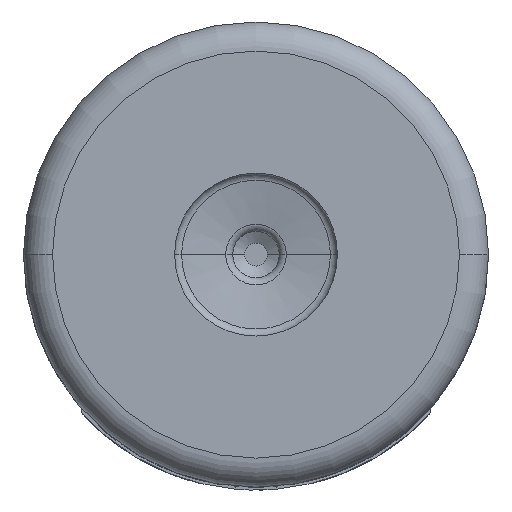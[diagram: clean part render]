
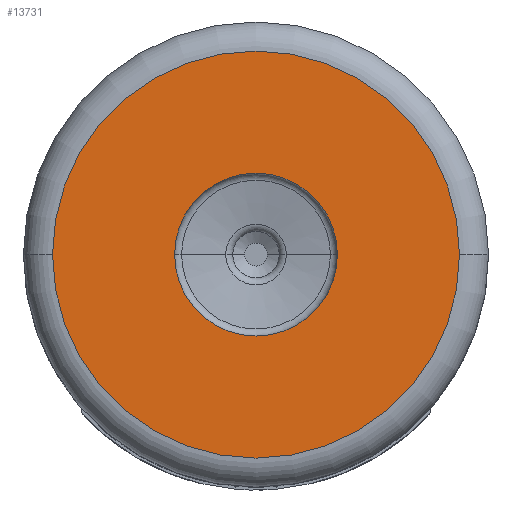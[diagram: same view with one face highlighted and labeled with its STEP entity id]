
A CAD part, front view. The second image highlights one B-rep face of the part: STEP entity #13731.
In plain terms, the highlighted planar face has unit normal (0, -1, 0).
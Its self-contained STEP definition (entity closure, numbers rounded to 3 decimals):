
#1781=CARTESIAN_POINT('',(0.,-4.,0.));
#1782=DIRECTION('',(0.,-1.,0.));
#1783=DIRECTION('',(1.,0.,0.));
#1784=AXIS2_PLACEMENT_3D('',#1781,#1782,#1783);
#1796=CARTESIAN_POINT('',(0.,-4.,0.));
#1797=DIRECTION('',(0.,-1.,0.));
#1798=DIRECTION('',(-1.,0.,0.));
#1799=AXIS2_PLACEMENT_3D('',#1796,#1797,#1798);
#1801=CARTESIAN_POINT('',(0.,-4.,0.));
#1802=DIRECTION('',(0.,-1.,0.));
#1803=DIRECTION('',(1.,0.,0.));
#1804=AXIS2_PLACEMENT_3D('',#1801,#1802,#1803);
#1806=CARTESIAN_POINT('',(0.,-4.,0.));
#1807=DIRECTION('',(0.,-1.,0.));
#1808=DIRECTION('',(-1.,0.,0.));
#1809=AXIS2_PLACEMENT_3D('',#1806,#1807,#1808);
#11593=CARTESIAN_POINT('',(-1.4,-4.,0.));
#11594=CARTESIAN_POINT('',(1.4,-4.,0.));
#11595=VERTEX_POINT('',#11593);
#11596=VERTEX_POINT('',#11594);
#11597=CARTESIAN_POINT('',(3.5,-4.,0.));
#11598=CARTESIAN_POINT('',(-3.5,-4.,0.));
#11599=VERTEX_POINT('',#11597);
#11600=VERTEX_POINT('',#11598);
#13715=CARTESIAN_POINT('',(0.,-4.,0.));
#13716=DIRECTION('',(0.,1.,0.));
#13717=DIRECTION('',(1.,0.,0.));
#13718=AXIS2_PLACEMENT_3D('',#13715,#13716,#13717);
#13719=PLANE('',#13718);
#13720=ORIENTED_EDGE('',*,*,#13705,.F.);
#13722=ORIENTED_EDGE('',*,*,#13721,.F.);
#13723=EDGE_LOOP('',(#13720,#13722));
#13724=FACE_OUTER_BOUND('',#13723,.F.);
#13726=ORIENTED_EDGE('',*,*,#13725,.T.);
#13728=ORIENTED_EDGE('',*,*,#13727,.T.);
#13729=EDGE_LOOP('',(#13726,#13728));
#13730=FACE_BOUND('',#13729,.F.);
#13731=ADVANCED_FACE('',(#13724,#13730),#13719,.F.);
#1785=CIRCLE('',#1784,3.5);
#1800=CIRCLE('',#1799,1.4);
#1805=CIRCLE('',#1804,1.4);
#1810=CIRCLE('',#1809,3.5);
#13705=EDGE_CURVE('',#11599,#11600,#1785,.T.);
#13721=EDGE_CURVE('',#11600,#11599,#1810,.T.);
#13725=EDGE_CURVE('',#11595,#11596,#1800,.T.);
#13727=EDGE_CURVE('',#11596,#11595,#1805,.T.);
